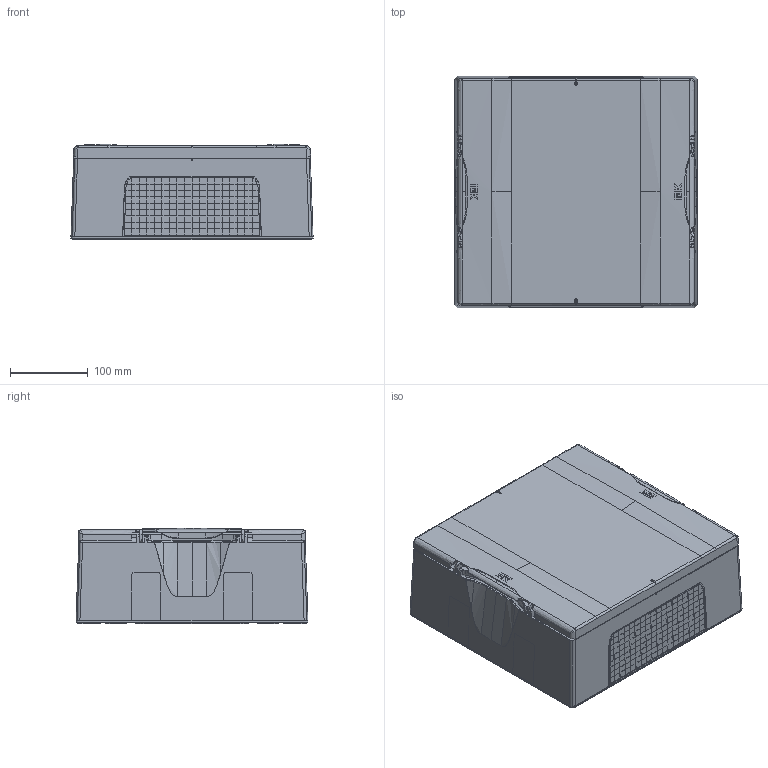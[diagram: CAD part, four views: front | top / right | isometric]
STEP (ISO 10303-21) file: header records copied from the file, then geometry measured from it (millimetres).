
FILE_DESCRIPTION (( 'STEP AP203' ), '1' );
FILE_NAME ('KR5-KP12-N-12-41 KREPTA 5 Êîðïóñ ïë ÙÐÍ-Ï-12 IP41 IEK.STEP', '2023-06-29T09:15:17', ( '' ), ( '' ), 'SwSTEP 2.0', 'SolidWorks 2022', '' );
FILE_SCHEMA (( 'CONFIG_CONTROL_DESIGN' ));
Length unit declared in the file: millimetre
Products named in the file (1): KR5-KP12-N-12-41 KREPTA 5 Корпус пл ЩРН-П-12 IP41 IEK
Bounding box: 311.02 x 298.02 x 122.65 mm (x, y, z)
Volume: 997855.5 mm3; surface area: 1031641.5 mm2
Topology: 11 solids, 11 shells, 8989 faces, 22716 edges, 13650 vertices
Faces by surface type: plane 3647, cylinder 2484, bspline 1744, cone 466, torus 408, sphere 240
Entity records: 411410 total; most frequent: CARTESIAN_POINT 217488, ORIENTED_EDGE 45228, DIRECTION 33758, EDGE_CURVE 22614, VERTEX_POINT 13634, AXIS2_PLACEMENT_3D 11317, LINE 11124, VECTOR 11124
